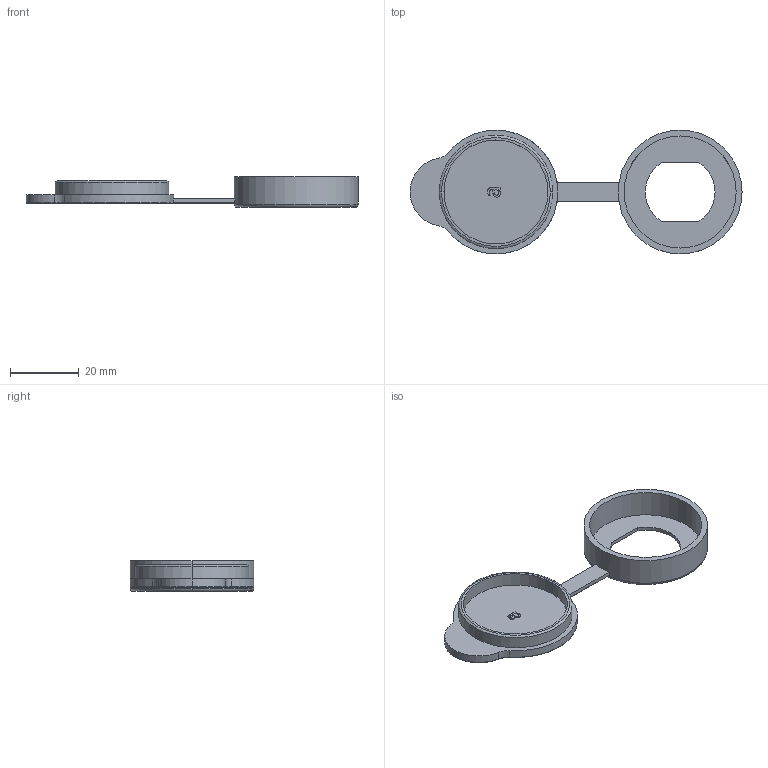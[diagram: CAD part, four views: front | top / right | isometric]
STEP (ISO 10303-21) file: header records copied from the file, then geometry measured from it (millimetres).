
FILE_DESCRIPTION (( 'STEP AP203' ), '1' );
FILE_NAME ('TY01 Pano Kilit Toz Kapaðý (Ý20).STEP', '2022-06-14T10:59:45', ( '' ), ( '' ), 'SwSTEP 2.0', 'SolidWorks 2021', '' );
FILE_SCHEMA (( 'CONFIG_CONTROL_DESIGN' ));
Length unit declared in the file: millimetre
Products named in the file (1): TY01 Pano Kilit Toz Kapaðý (Ý20)
Bounding box: 96.58 x 36 x 9 mm (x, y, z)
Volume: 5713.7 mm3; surface area: 6884.4 mm2
Topology: 2 solids, 2 shells, 70 faces, 170 edges, 109 vertices
Faces by surface type: plane 25, cylinder 22, torus 13, bspline 10
Entity records: 2667 total; most frequent: CARTESIAN_POINT 962, ORIENTED_EDGE 340, DIRECTION 336, EDGE_CURVE 170, AXIS2_PLACEMENT_3D 131, VERTEX_POINT 109, EDGE_LOOP 77, VECTOR 74
